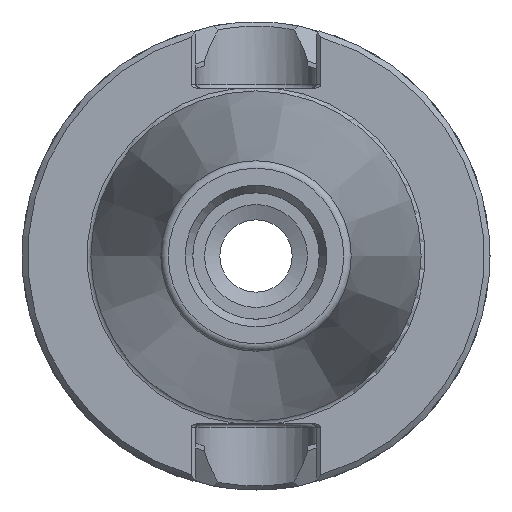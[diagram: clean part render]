
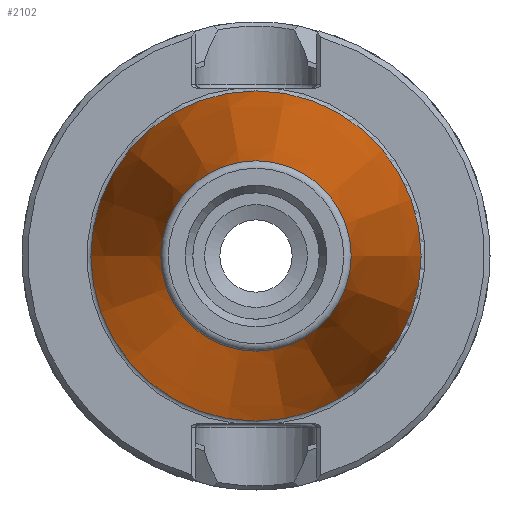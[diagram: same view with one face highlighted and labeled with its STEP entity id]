
A CAD part, left-side view. The second image highlights one B-rep face of the part: STEP entity #2102.
In plain terms, the highlighted conical face has half-angle 8.297 degrees and reference radius 17.456 mm.
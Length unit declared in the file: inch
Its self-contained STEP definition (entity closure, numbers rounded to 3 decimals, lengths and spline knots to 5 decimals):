
#1939=CARTESIAN_POINT('',(0.00001,0.875,0.0));
#1940=VERTEX_POINT('',#1939);
#1941=CARTESIAN_POINT('',(0.00001,0.0,0.0));
#1942=DIRECTION('',(-1.0,0.,0.0));
#1943=DIRECTION('',(0.,1.0,0.0));
#1944=AXIS2_PLACEMENT_3D('',#1941,#1942,#1943);
#1945=CIRCLE('',#1944,0.875);
#1946=EDGE_CURVE('',#1940,#1940,#1945,.T.);
#2067=CARTESIAN_POINT('',(-2.54077,0.50448,0.));
#2068=VERTEX_POINT('',#2067);
#2069=CARTESIAN_POINT('',(-2.54077,0.,0.));
#2070=DIRECTION('',(-1.0,0.0,0.0));
#2071=DIRECTION('',(0.0,-1.0,0.0));
#2072=AXIS2_PLACEMENT_3D('',#2069,#2070,#2071);
#2073=CIRCLE('',#2072,0.50448);
#2074=EDGE_CURVE('',#2068,#2068,#2073,.T.);
#2091=CARTESIAN_POINT('',(-1.2875,0.0,0.0));
#2092=DIRECTION('',(1.0,0.0,0.0));
#2093=DIRECTION('',(0.,1.0,0.0));
#2094=AXIS2_PLACEMENT_3D('',#2091,#2092,#2093);
#2095=CONICAL_SURFACE('',#2094,0.68724,8.297);
#2096=ORIENTED_EDGE('',*,*,#1946,.T.);
#2097=EDGE_LOOP('',(#2096));
#2098=FACE_OUTER_BOUND('',#2097,.T.);
#2099=ORIENTED_EDGE('',*,*,#2074,.F.);
#2100=EDGE_LOOP('',(#2099));
#2101=FACE_BOUND('',#2100,.T.);
#2102=ADVANCED_FACE('',(#2098,#2101),#2095,.T.);
